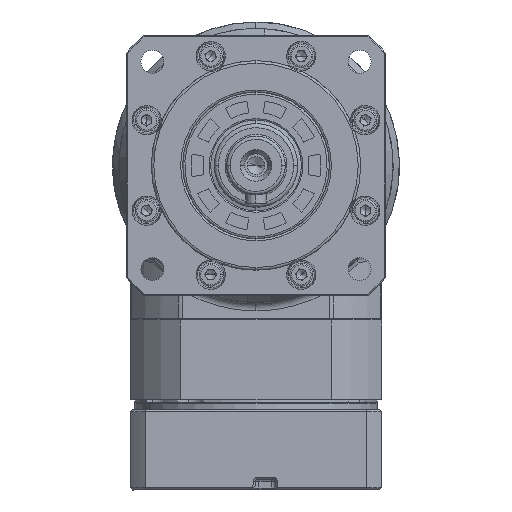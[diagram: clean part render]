
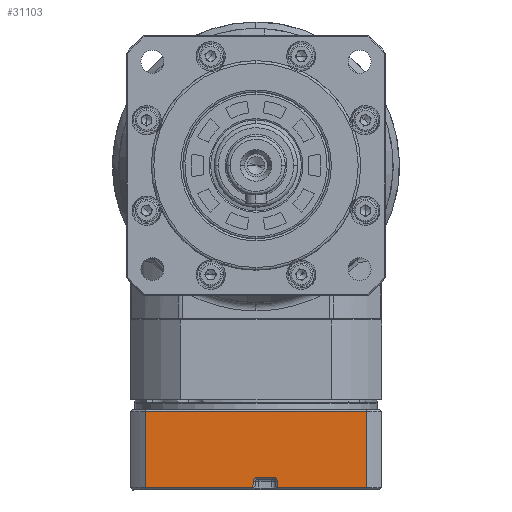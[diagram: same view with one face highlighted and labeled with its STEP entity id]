
A CAD part, left-side view. The second image highlights one B-rep face of the part: STEP entity #31103.
In plain terms, the highlighted planar face has unit normal (-1, 0, 0).
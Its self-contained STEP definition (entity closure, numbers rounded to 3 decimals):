
#513 = DIRECTION ( 'NONE',  ( 0., 1., 0. ) ) ;
#850 = CARTESIAN_POINT ( 'NONE',  ( -136.788, 143.01, 35.457 ) ) ;
#1037 = EDGE_CURVE ( 'NONE', #9239, #45154, #48137, .T. ) ;
#1521 = CARTESIAN_POINT ( 'NONE',  ( -136.788, 159.71, 57.857 ) ) ;
#2523 = DIRECTION ( 'NONE',  ( 0., -0.998, -0.07 ) ) ;
#2576 = ORIENTED_EDGE ( 'NONE', *, *, #21612, .T. ) ;
#6106 = CARTESIAN_POINT ( 'NONE',  ( -136.788, 159.71, 61.575 ) ) ;
#6477 = VECTOR ( 'NONE', #18779, 1000. ) ;
#6553 = LINE ( 'NONE', #850, #43612 ) ;
#6687 = CARTESIAN_POINT ( 'NONE',  ( -136.788, 161.21, 35.457 ) ) ;
#7624 = VERTEX_POINT ( 'NONE', #12934 ) ;
#8050 = DIRECTION ( 'NONE',  ( 0., 1., 0. ) ) ;
#8872 = ORIENTED_EDGE ( 'NONE', *, *, #51315, .T. ) ;
#9239 = VERTEX_POINT ( 'NONE', #29954 ) ;
#9336 = CARTESIAN_POINT ( 'NONE',  ( -136.788, 143.01, 88.372 ) ) ;
#9376 = CARTESIAN_POINT ( 'NONE',  ( -136.788, 158.71, 35.457 ) ) ;
#10115 = EDGE_CURVE ( 'NONE', #13725, #41975, #36581, .T. ) ;
#10443 = VERTEX_POINT ( 'NONE', #36997 ) ;
#10686 = CARTESIAN_POINT ( 'NONE',  ( -136.788, 161.21, 56.749 ) ) ;
#11479 = VERTEX_POINT ( 'NONE', #6687 ) ;
#11762 = AXIS2_PLACEMENT_3D ( 'NONE', #6106, #39342, #14454 ) ;
#12934 = CARTESIAN_POINT ( 'NONE',  ( -136.788, 143.01, 35.457 ) ) ;
#13060 = AXIS2_PLACEMENT_3D ( 'NONE', #1521, #30541, #33834 ) ;
#13609 = VERTEX_POINT ( 'NONE', #9336 ) ;
#13725 = VERTEX_POINT ( 'NONE', #46287 ) ;
#13814 = VECTOR ( 'NONE', #22843, 1000. ) ;
#14091 = VECTOR ( 'NONE', #513, 1000. ) ;
#14187 = VECTOR ( 'NONE', #8050, 1000. ) ;
#14443 = LINE ( 'NONE', #52554, #52755 ) ;
#14454 = DIRECTION ( 'NONE',  ( 0., 0., 1. ) ) ;
#14634 = EDGE_CURVE ( 'NONE', #7624, #11479, #48488, .T. ) ;
#15691 = FACE_OUTER_BOUND ( 'NONE', #32535, .T. ) ;
#16283 = VECTOR ( 'NONE', #42569, 1000. ) ;
#16552 = ORIENTED_EDGE ( 'NONE', *, *, #29698, .T. ) ;
#17453 = EDGE_CURVE ( 'NONE', #45154, #10443, #14443, .T. ) ;
#18779 = DIRECTION ( 'NONE',  ( 0., 0., -1. ) ) ;
#19915 = EDGE_CURVE ( 'NONE', #41975, #11479, #40207, .T. ) ;
#20763 = CARTESIAN_POINT ( 'NONE',  ( -136.788, 161.21, 35.457 ) ) ;
#20944 = CARTESIAN_POINT ( 'NONE',  ( -136.788, 158.71, 57.857 ) ) ;
#21070 = CARTESIAN_POINT ( 'NONE',  ( -136.788, 85.71, 35.457 ) ) ;
#21612 = EDGE_CURVE ( 'NONE', #47668, #13725, #31650, .T. ) ;
#22638 = CARTESIAN_POINT ( 'NONE',  ( -136.788, 158.71, 61.575 ) ) ;
#22843 = DIRECTION ( 'NONE',  ( 0., 0.998, -0.07 ) ) ;
#22942 = CARTESIAN_POINT ( 'NONE',  ( -136.788, 161.21, 35.457 ) ) ;
#23519 = VERTEX_POINT ( 'NONE', #22638 ) ;
#23586 = EDGE_CURVE ( 'NONE', #10443, #23519, #36257, .T. ) ;
#24310 = ORIENTED_EDGE ( 'NONE', *, *, #23586, .T. ) ;
#24727 = LINE ( 'NONE', #9376, #16283 ) ;
#24754 = DIRECTION ( 'NONE',  ( 0., 0., -1. ) ) ;
#25890 = CARTESIAN_POINT ( 'NONE',  ( -136.788, 85.71, 35.457 ) ) ;
#26142 = AXIS2_PLACEMENT_3D ( 'NONE', #21070, #37801, #36701 ) ;
#27804 = LINE ( 'NONE', #45447, #14187 ) ;
#29539 = EDGE_CURVE ( 'NONE', #7624, #13609, #6553, .T. ) ;
#29698 = EDGE_CURVE ( 'NONE', #23519, #47668, #24727, .T. ) ;
#29954 = CARTESIAN_POINT ( 'NONE',  ( -136.788, 161.21, 88.372 ) ) ;
#30541 = DIRECTION ( 'NONE',  ( 1., 0., 0. ) ) ;
#31103 = ADVANCED_FACE ( 'NONE', ( #15691 ), #37619, .T. ) ;
#31336 = ORIENTED_EDGE ( 'NONE', *, *, #14634, .F. ) ;
#31650 = CIRCLE ( 'NONE', #13060, 1. ) ;
#32535 = EDGE_LOOP ( 'NONE', ( #34357, #35171, #31336, #41354, #8872, #48235, #43620, #24310, #16552, #2576 ) ) ;
#33834 = DIRECTION ( 'NONE',  ( 0., 0., 1. ) ) ;
#34357 = ORIENTED_EDGE ( 'NONE', *, *, #10115, .T. ) ;
#35171 = ORIENTED_EDGE ( 'NONE', *, *, #19915, .T. ) ;
#35474 = CARTESIAN_POINT ( 'NONE',  ( -136.788, 161.21, 62.682 ) ) ;
#36257 = CIRCLE ( 'NONE', #11762, 1. ) ;
#36581 = LINE ( 'NONE', #10686, #13814 ) ;
#36701 = DIRECTION ( 'NONE',  ( 0., 1., 0. ) ) ;
#36997 = CARTESIAN_POINT ( 'NONE',  ( -136.788, 159.64, 62.572 ) ) ;
#37619 = PLANE ( 'NONE',  #26142 ) ;
#37801 = DIRECTION ( 'NONE',  ( -1., 0., 0. ) ) ;
#39342 = DIRECTION ( 'NONE',  ( 1., 0., 0. ) ) ;
#40207 = LINE ( 'NONE', #22942, #6477 ) ;
#41354 = ORIENTED_EDGE ( 'NONE', *, *, #29539, .T. ) ;
#41975 = VERTEX_POINT ( 'NONE', #48809 ) ;
#42569 = DIRECTION ( 'NONE',  ( 0., 0., -1. ) ) ;
#43612 = VECTOR ( 'NONE', #50713, 1000. ) ;
#43620 = ORIENTED_EDGE ( 'NONE', *, *, #17453, .T. ) ;
#45154 = VERTEX_POINT ( 'NONE', #35474 ) ;
#45447 = CARTESIAN_POINT ( 'NONE',  ( -136.788, 85.71, 88.372 ) ) ;
#46287 = CARTESIAN_POINT ( 'NONE',  ( -136.788, 159.64, 56.859 ) ) ;
#47668 = VERTEX_POINT ( 'NONE', #20944 ) ;
#48137 = LINE ( 'NONE', #20763, #53334 ) ;
#48235 = ORIENTED_EDGE ( 'NONE', *, *, #1037, .T. ) ;
#48488 = LINE ( 'NONE', #25890, #14091 ) ;
#48809 = CARTESIAN_POINT ( 'NONE',  ( -136.788, 161.21, 56.749 ) ) ;
#50713 = DIRECTION ( 'NONE',  ( 0., 0., 1. ) ) ;
#51315 = EDGE_CURVE ( 'NONE', #13609, #9239, #27804, .T. ) ;
#52554 = CARTESIAN_POINT ( 'NONE',  ( -136.788, 159.64, 62.572 ) ) ;
#52755 = VECTOR ( 'NONE', #2523, 1000. ) ;
#53334 = VECTOR ( 'NONE', #24754, 1000. ) ;
